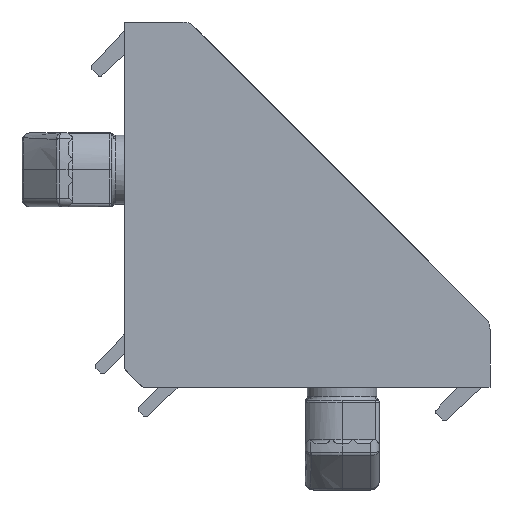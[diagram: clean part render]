
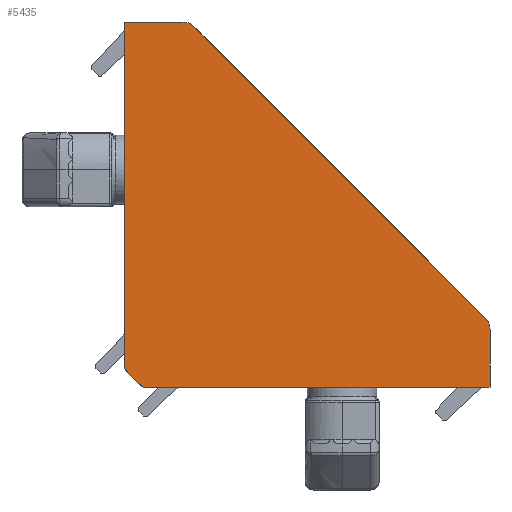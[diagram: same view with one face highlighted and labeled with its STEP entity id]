
A CAD part, left-side view. The second image highlights one B-rep face of the part: STEP entity #5435.
In plain terms, the highlighted planar face has unit normal (-1, 0, 0).
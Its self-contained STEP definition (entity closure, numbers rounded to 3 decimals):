
#154=CIRCLE('',#5902,2.);
#155=CIRCLE('',#5903,2.);
#637=FACE_OUTER_BOUND('',#962,.T.);
#962=EDGE_LOOP('',(#3743,#3744,#3745,#3746,#3747,#3748,#3749,#3750));
#1340=LINE('',#8395,#1805);
#1341=LINE('',#8397,#1806);
#1342=LINE('',#8401,#1807);
#1343=LINE('',#8405,#1808);
#1344=LINE('',#8407,#1809);
#1345=LINE('',#8408,#1810);
#1805=VECTOR('',#6658,1000.);
#1806=VECTOR('',#6659,1000.);
#1807=VECTOR('',#6662,1000.);
#1808=VECTOR('',#6665,1000.);
#1809=VECTOR('',#6666,1000.);
#1810=VECTOR('',#6667,1000.);
#2292=VERTEX_POINT('',#8393);
#2293=VERTEX_POINT('',#8394);
#2294=VERTEX_POINT('',#8396);
#2295=VERTEX_POINT('',#8398);
#2296=VERTEX_POINT('',#8400);
#2297=VERTEX_POINT('',#8402);
#2298=VERTEX_POINT('',#8404);
#2299=VERTEX_POINT('',#8406);
#2850=EDGE_CURVE('',#2292,#2293,#1340,.T.);
#2851=EDGE_CURVE('',#2294,#2292,#1341,.T.);
#2852=EDGE_CURVE('',#2295,#2294,#154,.T.);
#2853=EDGE_CURVE('',#2296,#2295,#1342,.T.);
#2854=EDGE_CURVE('',#2297,#2296,#155,.T.);
#2855=EDGE_CURVE('',#2298,#2297,#1343,.T.);
#2856=EDGE_CURVE('',#2299,#2298,#1344,.T.);
#2857=EDGE_CURVE('',#2293,#2299,#1345,.T.);
#3743=ORIENTED_EDGE('',*,*,#2850,.F.);
#3744=ORIENTED_EDGE('',*,*,#2851,.F.);
#3745=ORIENTED_EDGE('',*,*,#2852,.F.);
#3746=ORIENTED_EDGE('',*,*,#2853,.F.);
#3747=ORIENTED_EDGE('',*,*,#2854,.F.);
#3748=ORIENTED_EDGE('',*,*,#2855,.F.);
#3749=ORIENTED_EDGE('',*,*,#2856,.F.);
#3750=ORIENTED_EDGE('',*,*,#2857,.F.);
#5280=PLANE('',#5901);
#5435=ADVANCED_FACE('',(#637),#5280,.F.);
#5901=AXIS2_PLACEMENT_3D('',#8392,#6656,#6657);
#5902=AXIS2_PLACEMENT_3D('',#8399,#6660,#6661);
#5903=AXIS2_PLACEMENT_3D('',#8403,#6663,#6664);
#6656=DIRECTION('center_axis',(1.,0.,0.));
#6657=DIRECTION('ref_axis',(0.,0.,1.));
#6658=DIRECTION('',(0.,1.,0.));
#6659=DIRECTION('',(0.,0.,-1.));
#6660=DIRECTION('center_axis',(1.,0.,0.));
#6661=DIRECTION('ref_axis',(0.,0.,1.));
#6662=DIRECTION('',(0.,-0.707,-0.707));
#6663=DIRECTION('center_axis',(1.,0.,0.));
#6664=DIRECTION('ref_axis',(0.,0.,1.));
#6665=DIRECTION('',(0.,-1.,0.));
#6666=DIRECTION('',(0.,0.,1.));
#6667=DIRECTION('',(0.,0.707,0.707));
#8392=CARTESIAN_POINT('Origin',(-21.441,-6.669,40.));
#8393=CARTESIAN_POINT('',(-21.441,-42.,0.));
#8394=CARTESIAN_POINT('',(-21.441,-2.121,0.));
#8395=CARTESIAN_POINT('',(-21.441,-42.,0.));
#8396=CARTESIAN_POINT('',(-21.441,-42.,6.657));
#8397=CARTESIAN_POINT('',(-21.441,-42.,6.657));
#8398=CARTESIAN_POINT('',(-21.441,-41.414,8.071));
#8399=CARTESIAN_POINT('Origin',(-21.441,-40.,6.657));
#8400=CARTESIAN_POINT('',(-21.441,-8.084,41.414));
#8401=CARTESIAN_POINT('',(-21.441,-8.084,41.414));
#8402=CARTESIAN_POINT('',(-21.441,-6.669,42.));
#8403=CARTESIAN_POINT('Origin',(-21.441,-6.669,40.));
#8404=CARTESIAN_POINT('',(-21.441,0.,42.));
#8405=CARTESIAN_POINT('',(-21.441,0.,42.));
#8406=CARTESIAN_POINT('',(-21.441,0.,2.121));
#8407=CARTESIAN_POINT('',(-21.441,0.,2.121));
#8408=CARTESIAN_POINT('',(-21.441,-2.121,0.));
